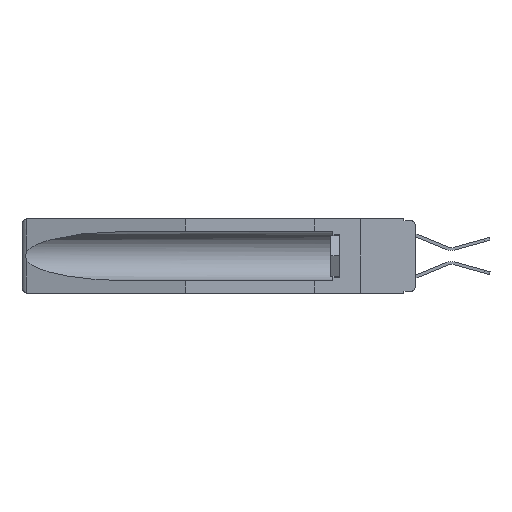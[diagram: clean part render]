
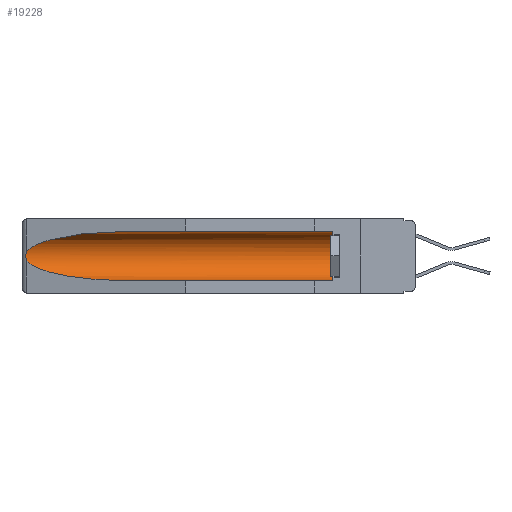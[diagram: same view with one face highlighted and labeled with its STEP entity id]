
A CAD part, left-side view. The second image highlights one B-rep face of the part: STEP entity #19228.
In plain terms, the highlighted cylindrical face has radius 2.857 mm (diameter 5.715 mm), a partial arc.
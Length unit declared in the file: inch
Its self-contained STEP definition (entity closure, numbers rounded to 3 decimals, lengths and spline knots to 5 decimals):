
#184 = AXIS2_PLACEMENT_3D ( 'NONE', #3794, #6746, #19233 ) ;
#212 = CARTESIAN_POINT ( 'NONE',  ( 0.26537, 1.52718, -0.19328 ) ) ;
#492 = VECTOR ( 'NONE', #17986, 39.37008 ) ;
#1151 = VERTEX_POINT ( 'NONE', #7573 ) ;
#1220 = CARTESIAN_POINT ( 'NONE',  ( 0.26655, 1.53094, -0.18657 ) ) ;
#1270 = EDGE_CURVE ( 'NONE', #1151, #3238, #5315, .T. ) ;
#1356 = CARTESIAN_POINT ( 'NONE',  ( 0.2675, 1.53308, -0.16763 ) ) ;
#1442 = AXIS2_PLACEMENT_3D ( 'NONE', #15796, #6483, #11101 ) ;
#1729 = ORIENTED_EDGE ( 'NONE', *, *, #1270, .F. ) ;
#1914 = VERTEX_POINT ( 'NONE', #18491 ) ;
#1980 = CARTESIAN_POINT ( 'NONE',  ( 0.21114, 1.30732, -0.284 ) ) ;
#2459 = EDGE_CURVE ( 'NONE', #4377, #3238, #11530, .T. ) ;
#3064 = CARTESIAN_POINT ( 'NONE',  ( 0.21114, 1.30732, -0.059 ) ) ;
#3238 = VERTEX_POINT ( 'NONE', #9213 ) ;
#3683 = ORIENTED_EDGE ( 'NONE', *, *, #7347, .T. ) ;
#3739 = FACE_OUTER_BOUND ( 'NONE', #6491, .T. ) ;
#3794 = CARTESIAN_POINT ( 'NONE',  ( 0.155, 0.126, -0.1715 ) ) ;
#4034 = VERTEX_POINT ( 'NONE', #11672 ) ;
#4377 = VERTEX_POINT ( 'NONE', #11583 ) ;
#5315 = LINE ( 'NONE', #7758, #7215 ) ;
#5701 = CARTESIAN_POINT ( 'NONE',  ( 0.155, -0.30754, -0.059 ) ) ;
#5740 = CARTESIAN_POINT ( 'NONE',  ( 0.2673, 1.53269, -0.17917 ) ) ;
#5811 = CARTESIAN_POINT ( 'NONE',  ( 0.26537, 1.52718, -0.14972 ) ) ;
#6483 = DIRECTION ( 'NONE',  ( 0., 1., 0. ) ) ;
#6491 = EDGE_LOOP ( 'NONE', ( #13312, #3683, #14429, #1729, #18246, #18261 ) ) ;
#6746 = DIRECTION ( 'NONE',  ( 0., -1., 0. ) ) ;
#7215 = VECTOR ( 'NONE', #13462, 39.37008 ) ;
#7347 = EDGE_CURVE ( 'NONE', #4034, #4377, #16673, .T. ) ;
#7573 = CARTESIAN_POINT ( 'NONE',  ( 0.155, 0.126, -0.284 ) ) ;
#7758 = CARTESIAN_POINT ( 'NONE',  ( 0.155, -0.30754, -0.284 ) ) ;
#8292 = EDGE_CURVE ( 'NONE', #10256, #1914, #12781, .T. ) ;
#9213 = CARTESIAN_POINT ( 'NONE',  ( 0.155, 1.07973, -0.284 ) ) ;
#9827 = CIRCLE ( 'NONE', #184, 0.1125 ) ;
#10256 = VERTEX_POINT ( 'NONE', #18237 ) ;
#11101 = DIRECTION ( 'NONE',  ( 0., 0., 1. ) ) ;
#11530 =( BOUNDED_CURVE ( )  B_SPLINE_CURVE ( 3, ( #212, #15848, #1980, #15926 ),
 .UNSPECIFIED., .F., .F. ) 
 B_SPLINE_CURVE_WITH_KNOTS ( ( 4, 4 ),
 ( 0.1948, 1.5708 ),
 .UNSPECIFIED. ) 
 CURVE ( )  GEOMETRIC_REPRESENTATION_ITEM ( )  RATIONAL_B_SPLINE_CURVE ( ( 1., 0.848, 0.848, 1. ) ) 
 REPRESENTATION_ITEM ( '' )  );
#11583 = CARTESIAN_POINT ( 'NONE',  ( 0.26537, 1.52718, -0.19328 ) ) ;
#11672 = CARTESIAN_POINT ( 'NONE',  ( 0.26537, 1.52718, -0.14972 ) ) ;
#11879 = CARTESIAN_POINT ( 'NONE',  ( 0.2675, 1.53308, -0.17534 ) ) ;
#12088 = CARTESIAN_POINT ( 'NONE',  ( 0.26597, 1.5296, -0.19026 ) ) ;
#12781 = LINE ( 'NONE', #5701, #492 ) ;
#13312 = ORIENTED_EDGE ( 'NONE', *, *, #13960, .T. ) ;
#13440 = CARTESIAN_POINT ( 'NONE',  ( 0.2673, 1.5327, -0.16383 ) ) ;
#13462 = DIRECTION ( 'NONE',  ( 0., 1., 0. ) ) ;
#13516 = CARTESIAN_POINT ( 'NONE',  ( 0.26654, 1.53092, -0.15636 ) ) ;
#13805 = CARTESIAN_POINT ( 'NONE',  ( 0.25451, 1.48313, -0.09465 ) ) ;
#13960 = EDGE_CURVE ( 'NONE', #1914, #4034, #20001, .T. ) ;
#14429 = ORIENTED_EDGE ( 'NONE', *, *, #2459, .T. ) ;
#14812 = CYLINDRICAL_SURFACE ( 'NONE', #1442, 0.1125 ) ;
#14880 = CARTESIAN_POINT ( 'NONE',  ( 0.26537, 1.52718, -0.19328 ) ) ;
#15796 = CARTESIAN_POINT ( 'NONE',  ( 0.155, -0.30754, -0.1715 ) ) ;
#15848 = CARTESIAN_POINT ( 'NONE',  ( 0.25451, 1.48313, -0.24835 ) ) ;
#15926 = CARTESIAN_POINT ( 'NONE',  ( 0.155, 1.07973, -0.284 ) ) ;
#16588 = CARTESIAN_POINT ( 'NONE',  ( 0.26597, 1.52961, -0.15275 ) ) ;
#16673 = B_SPLINE_CURVE_WITH_KNOTS ( 'NONE', 3,
 ( #5811, #16588, #13516, #13440, #1356, #11879, #5740, #1220, #12088, #14880 ),
 .UNSPECIFIED., .F., .F.,
 ( 4, 2, 2, 2, 4 ),
 ( 0., 0.00029, 0.00058, 0.00087, 0.00117 ),
 .UNSPECIFIED. ) ;
#16688 = CARTESIAN_POINT ( 'NONE',  ( 0.155, 1.07973, -0.059 ) ) ;
#16758 = CARTESIAN_POINT ( 'NONE',  ( 0.26537, 1.52718, -0.14972 ) ) ;
#17107 = EDGE_CURVE ( 'NONE', #1151, #10256, #9827, .T. ) ;
#17986 = DIRECTION ( 'NONE',  ( 0., 1., 0. ) ) ;
#18237 = CARTESIAN_POINT ( 'NONE',  ( 0.155, 0.126, -0.059 ) ) ;
#18246 = ORIENTED_EDGE ( 'NONE', *, *, #17107, .T. ) ;
#18261 = ORIENTED_EDGE ( 'NONE', *, *, #8292, .T. ) ;
#18491 = CARTESIAN_POINT ( 'NONE',  ( 0.155, 1.07973, -0.059 ) ) ;
#19228 = ADVANCED_FACE ( 'NONE', ( #3739 ), #14812, .F. ) ;
#19233 = DIRECTION ( 'NONE',  ( 0., 0., 1. ) ) ;
#20001 =( BOUNDED_CURVE ( )  B_SPLINE_CURVE ( 3, ( #16688, #3064, #13805, #16758 ),
 .UNSPECIFIED., .F., .F. ) 
 B_SPLINE_CURVE_WITH_KNOTS ( ( 4, 4 ),
 ( 4.71239, 6.08839 ),
 .UNSPECIFIED. ) 
 CURVE ( )  GEOMETRIC_REPRESENTATION_ITEM ( )  RATIONAL_B_SPLINE_CURVE ( ( 1., 0.848, 0.848, 1. ) ) 
 REPRESENTATION_ITEM ( '' )  );
